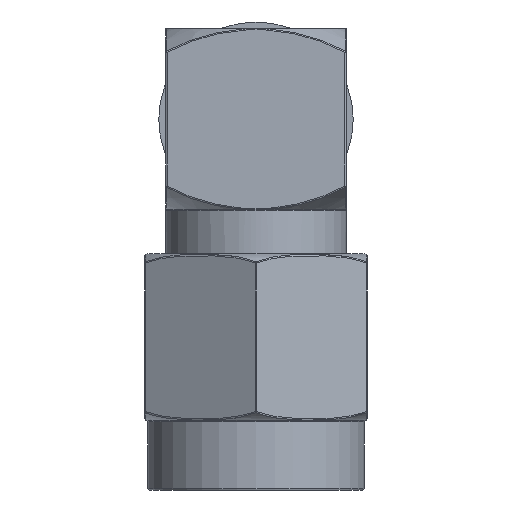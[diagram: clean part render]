
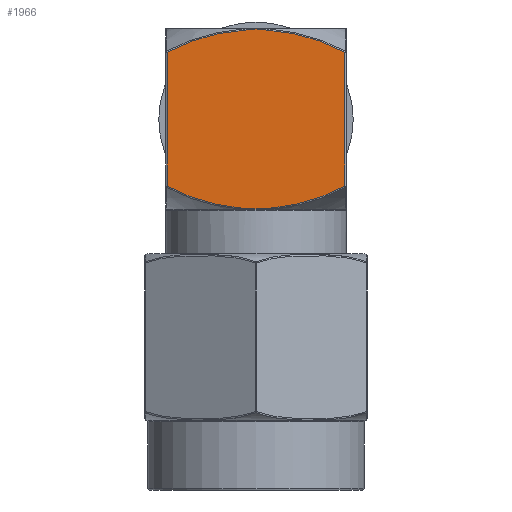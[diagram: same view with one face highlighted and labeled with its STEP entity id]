
A CAD part, front view. The second image highlights one B-rep face of the part: STEP entity #1966.
In plain terms, the highlighted planar face has unit normal (0, -1, 0).
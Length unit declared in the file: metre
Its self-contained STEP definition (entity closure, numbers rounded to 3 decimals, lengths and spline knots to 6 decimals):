
#94=PLANE('',#2263);
#114=LINE('',#4200,#145);
#117=LINE('',#4207,#148);
#145=VECTOR('',#2628,1.);
#148=VECTOR('',#2635,1.);
#279=B_SPLINE_CURVE_WITH_KNOTS('',3,(#4341,#4342,#4343,#4344,#4345,#4346,
#4347,#4348,#4349,#4350),.UNSPECIFIED.,.F.,.F.,(4,3,3,4),(0.,0.0001,
0.000418,0.000429),.UNSPECIFIED.);
#280=B_SPLINE_CURVE_WITH_KNOTS('',3,(#4367,#4368,#4369,#4370,#4371,#4372,
#4373,#4374,#4375,#4376),.UNSPECIFIED.,.F.,.F.,(4,3,3,4),(-0.000011,
0.,0.000318,0.000418),.UNSPECIFIED.);
#798=ORIENTED_EDGE('',*,*,#1083,.F.);
#799=ORIENTED_EDGE('',*,*,#977,.T.);
#800=ORIENTED_EDGE('',*,*,#1028,.T.);
#801=ORIENTED_EDGE('',*,*,#1048,.T.);
#802=ORIENTED_EDGE('',*,*,#1059,.T.);
#803=ORIENTED_EDGE('',*,*,#1060,.T.);
#804=ORIENTED_EDGE('',*,*,#1052,.T.);
#805=ORIENTED_EDGE('',*,*,#1032,.T.);
#806=ORIENTED_EDGE('',*,*,#985,.T.);
#807=ORIENTED_EDGE('',*,*,#1081,.F.);
#977=EDGE_CURVE('',#1210,#1209,#1356,.T.);
#985=EDGE_CURVE('',#1212,#1215,#1360,.T.);
#1028=EDGE_CURVE('',#1209,#1247,#114,.T.);
#1032=EDGE_CURVE('',#1248,#1212,#117,.T.);
#1048=EDGE_CURVE('',#1247,#1258,#1396,.T.);
#1052=EDGE_CURVE('',#1259,#1248,#1400,.T.);
#1059=EDGE_CURVE('',#1258,#1264,#279,.T.);
#1060=EDGE_CURVE('',#1264,#1259,#280,.T.);
#1081=EDGE_CURVE('',#1268,#1215,#1415,.T.);
#1083=EDGE_CURVE('',#1210,#1268,#1416,.T.);
#1209=VERTEX_POINT('',#3869);
#1210=VERTEX_POINT('',#3871);
#1212=VERTEX_POINT('',#3884);
#1215=VERTEX_POINT('',#3896);
#1247=VERTEX_POINT('',#4199);
#1248=VERTEX_POINT('',#4204);
#1258=VERTEX_POINT('',#4280);
#1259=VERTEX_POINT('',#4285);
#1264=VERTEX_POINT('',#4340);
#1268=VERTEX_POINT('',#5403);
#1356=CIRCLE('',#2149,0.006735);
#1360=CIRCLE('',#2154,0.006735);
#1396=CIRCLE('',#2206,0.006735);
#1400=CIRCLE('',#2211,0.006735);
#1415=CIRCLE('',#2227,0.006733);
#1416=CIRCLE('',#2228,0.006733);
#1601=EDGE_LOOP('',(#798,#799,#800,#801,#802,#803,#804,#805,#806,#807));
#1778=FACE_BOUND('',#1601,.T.);
#1966=ADVANCED_FACE('',(#1778),#94,.F.);
#2149=AXIS2_PLACEMENT_3D('',#3870,#2552,#2553);
#2154=AXIS2_PLACEMENT_3D('',#3897,#2562,#2563);
#2206=AXIS2_PLACEMENT_3D('',#4281,#2672,#2673);
#2211=AXIS2_PLACEMENT_3D('',#4288,#2682,#2683);
#2227=AXIS2_PLACEMENT_3D('',#5404,#2714,#2715);
#2228=AXIS2_PLACEMENT_3D('',#5430,#2716,#2717);
#2263=AXIS2_PLACEMENT_3D('',#5717,#2795,#2796);
#2552=DIRECTION('',(0.,-1.,0.));
#2553=DIRECTION('',(0.,0.,1.));
#2562=DIRECTION('',(0.,-1.,0.));
#2563=DIRECTION('',(0.,0.,1.));
#2628=DIRECTION('',(0.,0.,1.));
#2635=DIRECTION('',(0.,0.,-1.));
#2672=DIRECTION('',(0.,-1.,0.));
#2673=DIRECTION('',(0.,0.,1.));
#2682=DIRECTION('',(0.,-1.,0.));
#2683=DIRECTION('',(0.,0.,1.));
#2714=DIRECTION('',(0.,1.,0.));
#2715=DIRECTION('',(0.,0.,-1.));
#2716=DIRECTION('',(0.,1.,0.));
#2717=DIRECTION('',(0.09,0.,-0.996));
#2795=DIRECTION('',(0.,1.,0.));
#2796=DIRECTION('',(0.,0.,1.));
#3869=CARTESIAN_POINT('',(0.0032,-0.00325,0.01094));
#3870=CARTESIAN_POINT('',(0.,-0.00325,0.016866));
#3871=CARTESIAN_POINT('',(0.000603,-0.00325,0.010159));
#3884=CARTESIAN_POINT('',(-0.0032,-0.00325,0.01094));
#3896=CARTESIAN_POINT('',(-0.000603,-0.00325,0.010159));
#3897=CARTESIAN_POINT('',(0.,-0.00325,0.016866));
#4199=CARTESIAN_POINT('',(0.0032,-0.00325,0.01576));
#4200=CARTESIAN_POINT('',(0.0032,-0.00325,0.0166));
#4204=CARTESIAN_POINT('',(-0.0032,-0.00325,0.01576));
#4207=CARTESIAN_POINT('',(-0.0032,-0.00325,0.0166));
#4280=CARTESIAN_POINT('',(0.000427,-0.00325,0.016555));
#4281=CARTESIAN_POINT('',(0.,-0.00325,0.009834));
#4285=CARTESIAN_POINT('',(-0.000427,-0.00325,0.016555));
#4288=CARTESIAN_POINT('',(0.,-0.00325,0.009834));
#4340=CARTESIAN_POINT('',(0.,-0.00325,0.0166));
#4341=CARTESIAN_POINT('',(0.000427,-0.00325,0.016555));
#4342=CARTESIAN_POINT('',(0.000394,-0.00325,0.016557));
#4343=CARTESIAN_POINT('',(0.00036,-0.00325,0.01656));
#4344=CARTESIAN_POINT('',(0.000327,-0.00325,0.016563));
#4345=CARTESIAN_POINT('',(0.000222,-0.00325,0.016572));
#4346=CARTESIAN_POINT('',(0.000116,-0.00325,0.016585));
#4347=CARTESIAN_POINT('',(0.000011,-0.00325,0.016599));
#4348=CARTESIAN_POINT('',(0.000007,-0.00325,0.016599));
#4349=CARTESIAN_POINT('',(0.000004,-0.00325,0.0166));
#4350=CARTESIAN_POINT('',(0.,-0.00325,0.0166));
#4367=CARTESIAN_POINT('',(0.,-0.00325,0.0166));
#4368=CARTESIAN_POINT('',(-0.000004,-0.00325,0.0166));
#4369=CARTESIAN_POINT('',(-0.000007,-0.00325,0.016599));
#4370=CARTESIAN_POINT('',(-0.000011,-0.00325,0.016599));
#4371=CARTESIAN_POINT('',(-0.000116,-0.00325,0.016585));
#4372=CARTESIAN_POINT('',(-0.000222,-0.00325,0.016572));
#4373=CARTESIAN_POINT('',(-0.000327,-0.00325,0.016563));
#4374=CARTESIAN_POINT('',(-0.00036,-0.00325,0.01656));
#4375=CARTESIAN_POINT('',(-0.000394,-0.00325,0.016557));
#4376=CARTESIAN_POINT('',(-0.000427,-0.00325,0.016555));
#5403=CARTESIAN_POINT('',(0.,-0.00325,0.010132));
#5404=CARTESIAN_POINT('',(0.,-0.00325,0.016865));
#5430=CARTESIAN_POINT('',(0.,-0.00325,0.016865));
#5717=CARTESIAN_POINT('',(-0.00325,-0.00325,0.0166));
